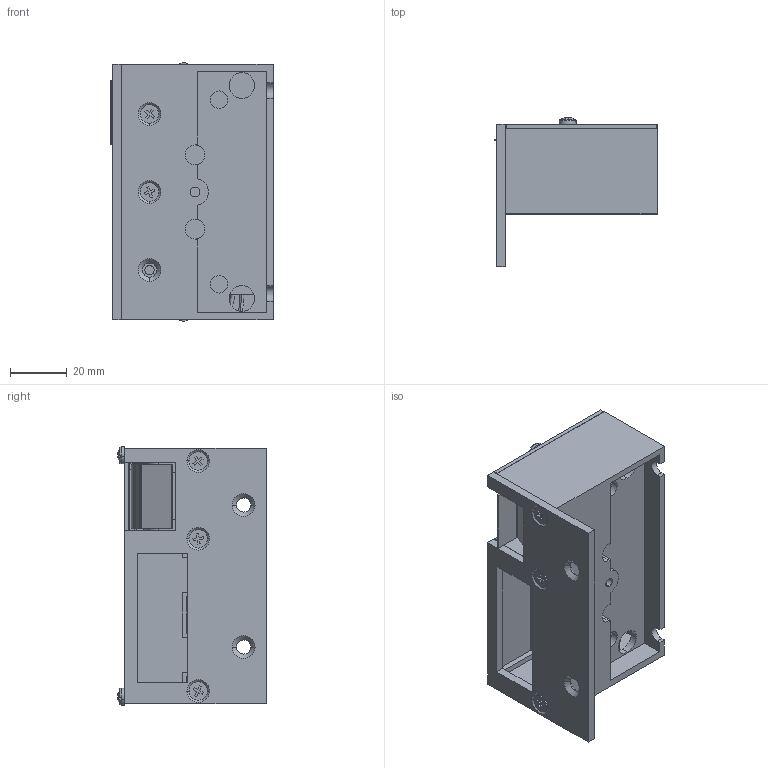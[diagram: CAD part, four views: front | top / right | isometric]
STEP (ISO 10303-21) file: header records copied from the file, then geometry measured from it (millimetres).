
FILE_DESCRIPTION (( 'STEP AP214' ), '1' );
FILE_NAME ('SEA190R_STPALL.STEP', '2024-06-18T08:31:13', ( '' ), ( '' ), 'SwSTEP 2.0', 'SolidWorks 2020', '' );
FILE_SCHEMA (( 'AUTOMOTIVE_DESIGN' ));
Length unit declared in the file: millimetre
Products named in the file (11): S24 PESTILLO_2; S24 BOFETON_2; ISO 7046-1 - M4 x 25 - Z - 25N_ISO 7046-1 - M4 x 25 - Z - 25N; TORNILLO M4X8_2; SEA190R_STPALL; TORNILLO M3X5_2; S24 ARMADURA_1; S24 TAPA LATERAL_1; S24 PORTA PESTILLO_2; CAJA MECANISMOS_2; S24 CAJA GRANDE
Assembly tree (15 placements, depth 2):
  SEA190R_STPALL
    S24 CAJA GRANDE
    S24 BOFETON_2
    S24 PORTA PESTILLO_2
    S24 PESTILLO_2
    S24 ARMADURA_1
    S24 TAPA LATERAL_1
    TORNILLO M3X5_2  x2
    TORNILLO M4X8_2  x5
    CAJA MECANISMOS_2
    ISO 7046-1 - M4 x 25 - Z - 25N_ISO 7046-1 - M4 x 25 - Z - 25N
Bounding box: 57.11 x 52.37 x 90.95 mm (x, y, z)
Volume: 79821 mm3; surface area: 81972.5 mm2
Topology: 20 solids, 20 shells, 817 faces, 2140 edges, 1402 vertices
Faces by surface type: plane 501, cylinder 136, bspline 118, cone 60, torus 2
Entity records: 32488 total; most frequent: CARTESIAN_POINT 11239, ORIENTED_EDGE 3740, DIRECTION 3022, EDGE_CURVE 1870, LINE 1312, VECTOR 1312, VERTEX_POINT 1226, AXIS2_PLACEMENT_3D 855
